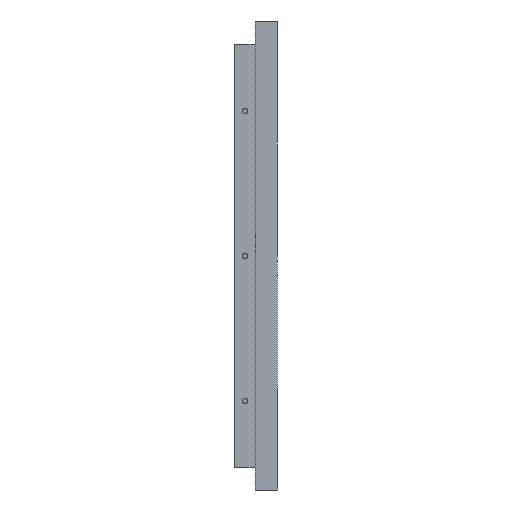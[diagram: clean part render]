
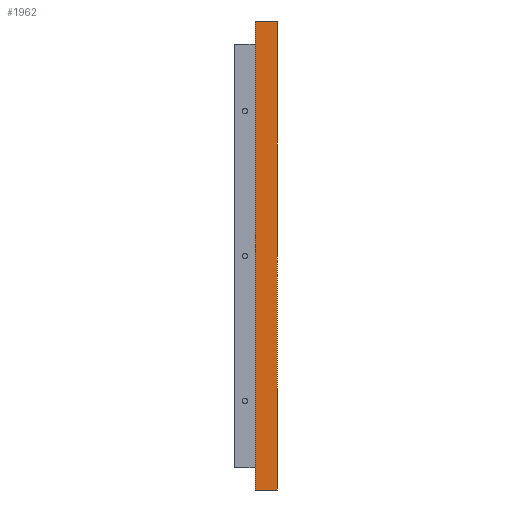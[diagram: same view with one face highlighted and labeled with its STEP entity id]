
A CAD part, left-side view. The second image highlights one B-rep face of the part: STEP entity #1962.
In plain terms, the highlighted planar face has unit normal (-1, 0, 0).
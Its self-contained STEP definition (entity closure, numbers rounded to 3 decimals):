
#132 = CARTESIAN_POINT ( 'NONE',  ( -172.864, 10., -102.513 ) ) ;
#408 = FACE_OUTER_BOUND ( 'NONE', #2271, .T. ) ;
#436 = LINE ( 'NONE', #132, #599 ) ;
#477 = LINE ( 'NONE', #1325, #2896 ) ;
#558 = VERTEX_POINT ( 'NONE', #799 ) ;
#599 = VECTOR ( 'NONE', #1265, 1000. ) ;
#712 = LINE ( 'NONE', #1853, #828 ) ;
#799 = CARTESIAN_POINT ( 'NONE',  ( -172.864, 0., 107.487 ) ) ;
#828 = VECTOR ( 'NONE', #2700, 1000. ) ;
#860 = VERTEX_POINT ( 'NONE', #3519 ) ;
#897 = EDGE_CURVE ( 'NONE', #3631, #1118, #436, .T. ) ;
#981 = DIRECTION ( 'NONE',  ( 0., -1., 0. ) ) ;
#1118 = VERTEX_POINT ( 'NONE', #3595 ) ;
#1179 = EDGE_CURVE ( 'NONE', #1118, #558, #477, .T. ) ;
#1265 = DIRECTION ( 'NONE',  ( 0., -1., 0. ) ) ;
#1325 = CARTESIAN_POINT ( 'NONE',  ( -172.864, 0., -102.513 ) ) ;
#1353 = AXIS2_PLACEMENT_3D ( 'NONE', #2954, #3587, #2683 ) ;
#1487 = CARTESIAN_POINT ( 'NONE',  ( -172.864, 10., -102.513 ) ) ;
#1623 = ORIENTED_EDGE ( 'NONE', *, *, #2311, .F. ) ;
#1653 = EDGE_CURVE ( 'NONE', #3631, #860, #712, .T. ) ;
#1853 = CARTESIAN_POINT ( 'NONE',  ( -172.864, 10., -102.513 ) ) ;
#1962 = ADVANCED_FACE ( 'NONE', ( #408 ), #2130, .F. ) ;
#2098 = LINE ( 'NONE', #3005, #2147 ) ;
#2130 = PLANE ( 'NONE',  #1353 ) ;
#2147 = VECTOR ( 'NONE', #981, 1000. ) ;
#2166 = ORIENTED_EDGE ( 'NONE', *, *, #897, .T. ) ;
#2271 = EDGE_LOOP ( 'NONE', ( #3212, #1623, #2371, #2166 ) ) ;
#2311 = EDGE_CURVE ( 'NONE', #860, #558, #2098, .T. ) ;
#2371 = ORIENTED_EDGE ( 'NONE', *, *, #1653, .F. ) ;
#2683 = DIRECTION ( 'NONE',  ( 0., 0., -1. ) ) ;
#2700 = DIRECTION ( 'NONE',  ( 0., 0., 1. ) ) ;
#2723 = DIRECTION ( 'NONE',  ( 0., 0., 1. ) ) ;
#2896 = VECTOR ( 'NONE', #2723, 1000. ) ;
#2954 = CARTESIAN_POINT ( 'NONE',  ( -172.864, 10., -102.513 ) ) ;
#3005 = CARTESIAN_POINT ( 'NONE',  ( -172.864, 10., 107.487 ) ) ;
#3212 = ORIENTED_EDGE ( 'NONE', *, *, #1179, .T. ) ;
#3519 = CARTESIAN_POINT ( 'NONE',  ( -172.864, 10., 107.487 ) ) ;
#3587 = DIRECTION ( 'NONE',  ( 1., 0., 0. ) ) ;
#3595 = CARTESIAN_POINT ( 'NONE',  ( -172.864, 0., -102.513 ) ) ;
#3631 = VERTEX_POINT ( 'NONE', #1487 ) ;
